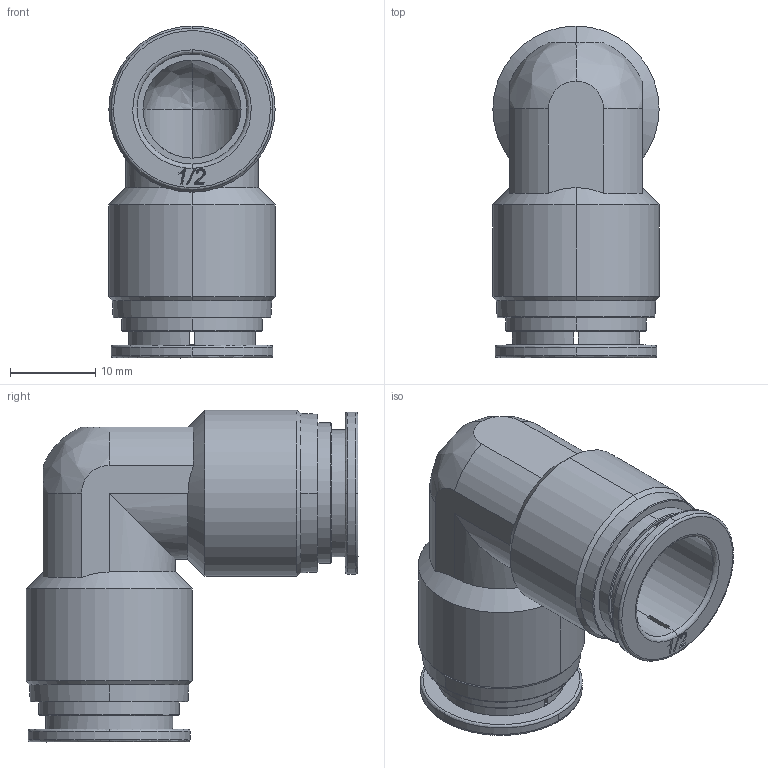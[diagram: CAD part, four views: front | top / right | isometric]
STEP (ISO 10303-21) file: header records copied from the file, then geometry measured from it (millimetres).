
FILE_DESCRIPTION (( 'STEP AP214' ), '1' );
FILE_NAME ('UL12-SS.step', '2018-03-13T19:29:04', ( '' ), ( '' ), 'SwSTEP 2.0', 'SolidWorks 2017', '' );
FILE_SCHEMA (( 'AUTOMOTIVE_DESIGN' ));
Length unit declared in the file: inch
Products named in the file (1): UL12-SS
Bounding box: 19.5 x 38.95 x 38.95 mm (x, y, z)
Volume: 7320.1 mm3; surface area: 6618.5 mm2
Topology: 1 solids, 1 shells, 167 faces, 449 edges, 290 vertices
Faces by surface type: plane 60, bspline 52, cylinder 35, cone 20
Entity records: 6345 total; most frequent: CARTESIAN_POINT 2436, ORIENTED_EDGE 894, DIRECTION 689, EDGE_CURVE 447, VERTEX_POINT 290, AXIS2_PLACEMENT_3D 259, EDGE_LOOP 185, VECTOR 171
